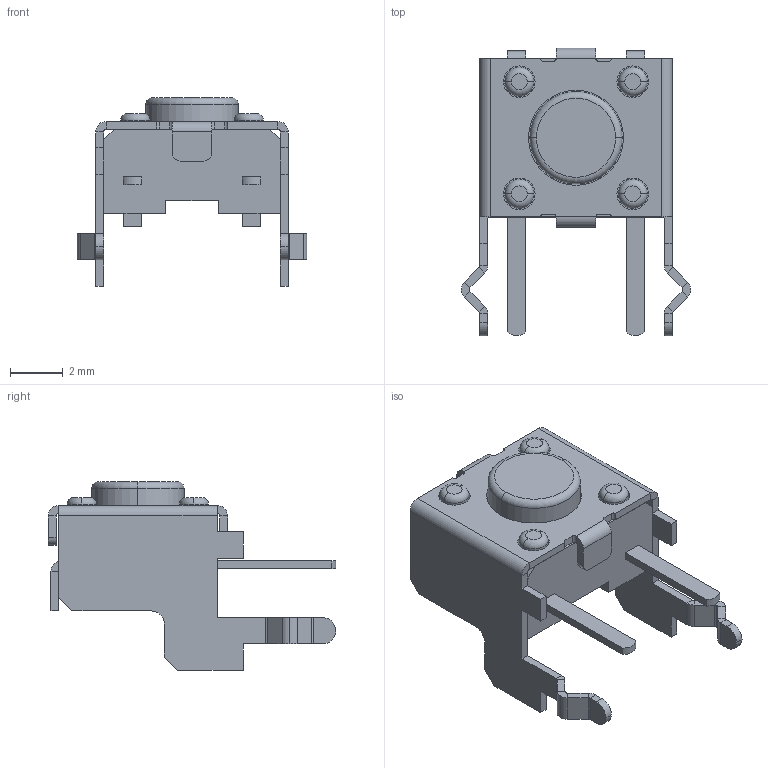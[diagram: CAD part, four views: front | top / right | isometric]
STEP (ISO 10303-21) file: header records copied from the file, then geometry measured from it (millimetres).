
FILE_DESCRIPTION (( 'STEP AP214' ), '1' );
FILE_NAME ('B3F-3100.STEP', '2017-12-13T22:05:28', ( '' ), ( '' ), 'SwSTEP 2.0', 'SolidWorks 2017', '' );
FILE_SCHEMA (( 'AUTOMOTIVE_DESIGN' ));
Length unit declared in the file: millimetre
Products named in the file (1): B3F-3100
Bounding box: 8.7 x 10.9 x 7.15 mm (x, y, z)
Volume: 167.5 mm3; surface area: 502.3 mm2
Topology: 5 solids, 5 shells, 222 faces, 518 edges, 310 vertices
Faces by surface type: plane 144, cylinder 68, torus 10
Entity records: 6308 total; most frequent: DIRECTION 1120, CARTESIAN_POINT 1051, ORIENTED_EDGE 1036, EDGE_CURVE 518, AXIS2_PLACEMENT_3D 379, LINE 362, VECTOR 362, VERTEX_POINT 310
